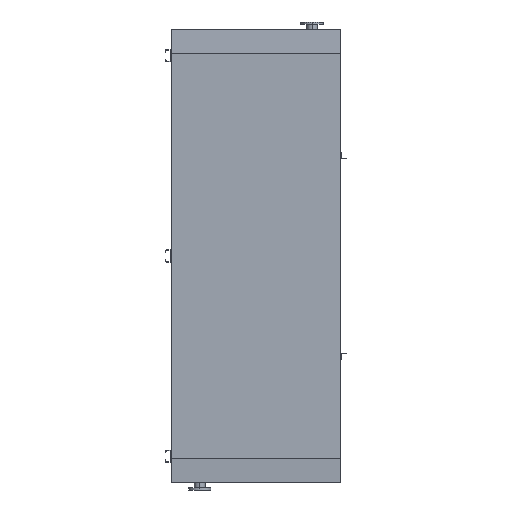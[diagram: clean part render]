
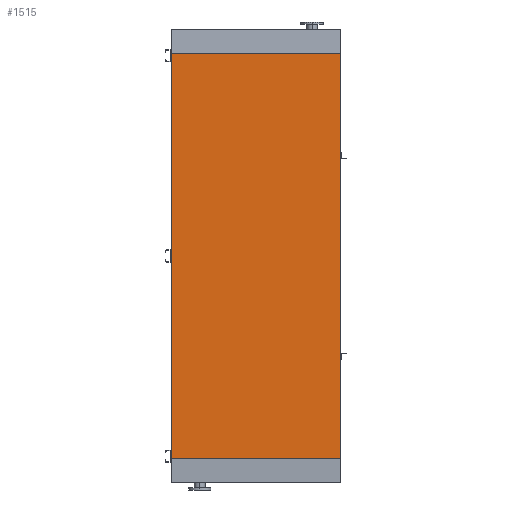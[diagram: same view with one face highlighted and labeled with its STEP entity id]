
A CAD part, front view. The second image highlights one B-rep face of the part: STEP entity #1515.
In plain terms, the highlighted planar face has unit normal (0, -1, 0).
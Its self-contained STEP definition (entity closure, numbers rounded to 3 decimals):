
#56 = CARTESIAN_POINT ( 'NONE',  ( 845., 0., 0. ) ) ;
#1158 = CARTESIAN_POINT ( 'NONE',  ( -845., 0., 0. ) ) ;
#1515 = ADVANCED_FACE ( 'NONE', ( #9391 ), #1669, .T. ) ;
#1549 = LINE ( 'NONE', #8048, #10666 ) ;
#1669 = PLANE ( 'NONE',  #4978 ) ;
#2157 = DIRECTION ( 'NONE',  ( 1., 0., 0. ) ) ;
#2881 = DIRECTION ( 'NONE',  ( 0., -1., 0. ) ) ;
#3528 = EDGE_CURVE ( 'NONE', #4335, #7694, #9022, .T. ) ;
#3882 = CARTESIAN_POINT ( 'NONE',  ( -845., 0., -4050. ) ) ;
#4096 = VERTEX_POINT ( 'NONE', #10685 ) ;
#4100 = DIRECTION ( 'NONE',  ( 0., 0., 1. ) ) ;
#4335 = VERTEX_POINT ( 'NONE', #4473 ) ;
#4473 = CARTESIAN_POINT ( 'NONE',  ( -845., 0., 0. ) ) ;
#4978 = AXIS2_PLACEMENT_3D ( 'NONE', #8165, #2881, #7082 ) ;
#5127 = ORIENTED_EDGE ( 'NONE', *, *, #13589, .T. ) ;
#5595 = VECTOR ( 'NONE', #11853, 1000. ) ;
#6526 = ORIENTED_EDGE ( 'NONE', *, *, #12789, .T. ) ;
#6590 = LINE ( 'NONE', #14068, #5595 ) ;
#6962 = DIRECTION ( 'NONE',  ( 0., 0., 1. ) ) ;
#7082 = DIRECTION ( 'NONE',  ( 0., 0., -1. ) ) ;
#7694 = VERTEX_POINT ( 'NONE', #56 ) ;
#8048 = CARTESIAN_POINT ( 'NONE',  ( 845., 0., -4050. ) ) ;
#8165 = CARTESIAN_POINT ( 'NONE',  ( -845., 0., -4050. ) ) ;
#9022 = LINE ( 'NONE', #1158, #13736 ) ;
#9255 = VECTOR ( 'NONE', #4100, 1000. ) ;
#9323 = VERTEX_POINT ( 'NONE', #9415 ) ;
#9391 = FACE_OUTER_BOUND ( 'NONE', #13333, .T. ) ;
#9415 = CARTESIAN_POINT ( 'NONE',  ( 845., 0., -4050. ) ) ;
#9445 = LINE ( 'NONE', #3882, #9255 ) ;
#9934 = ORIENTED_EDGE ( 'NONE', *, *, #11303, .F. ) ;
#10666 = VECTOR ( 'NONE', #6962, 1000. ) ;
#10685 = CARTESIAN_POINT ( 'NONE',  ( -845., 0., -4050. ) ) ;
#10842 = ORIENTED_EDGE ( 'NONE', *, *, #3528, .F. ) ;
#11303 = EDGE_CURVE ( 'NONE', #4096, #4335, #9445, .T. ) ;
#11853 = DIRECTION ( 'NONE',  ( 1., 0., 0. ) ) ;
#12789 = EDGE_CURVE ( 'NONE', #4096, #9323, #6590, .T. ) ;
#13333 = EDGE_LOOP ( 'NONE', ( #10842, #9934, #6526, #5127 ) ) ;
#13589 = EDGE_CURVE ( 'NONE', #9323, #7694, #1549, .T. ) ;
#13736 = VECTOR ( 'NONE', #2157, 1000. ) ;
#14068 = CARTESIAN_POINT ( 'NONE',  ( -845., 0., -4050. ) ) ;
